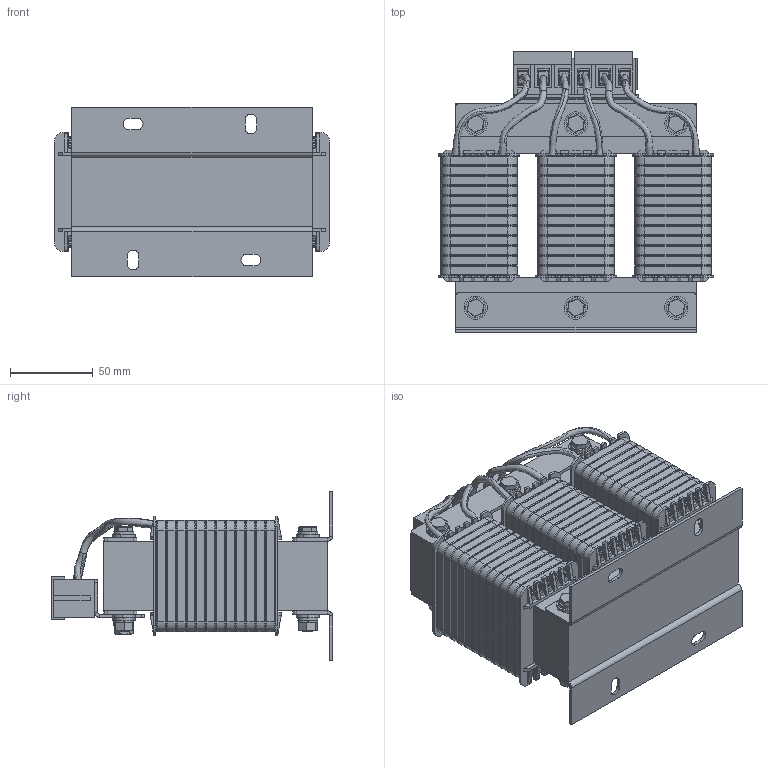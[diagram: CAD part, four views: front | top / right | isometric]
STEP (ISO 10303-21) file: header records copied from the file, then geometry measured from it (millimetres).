
FILE_DESCRIPTION (( 'STEP AP214' ), '1' );
FILE_NAME ('3D ìîäåëü ÐÌÒ-040-À.STEP', '2021-02-10T11:45:53', ( '' ), ( '' ), 'SwSTEP 2.0', 'SolidWorks 2015', '' );
FILE_SCHEMA (( 'AUTOMOTIVE_DESIGN' ));
Length unit declared in the file: millimetre
Products named in the file (28): Êàòóøêà â ñáîðå_00; Èçîëÿòîð_00; Ãàéêà Ì6 DIN 934_ƒ ©ª  Œ6 DIN 934; 3D ìîäåëü ÐÌÒ-040-À; 砑僔蠂縺_00; Çåðêàëüíî îòðàçèòüÄåòàëü3^3D ìîäåëü ÐÌÒ-040-À_00; Äåòàëü13^3D ìîäåëü ÐÌÒ-040-À_00; Êëåììà_3õ12,5_00; Êðîíøòåéí óãëîâîé_00; Äåòàëü3^3D ìîäåëü ÐÌÒ-040-À_00; Êðîíøòåéí äëÿ êëåììû_00; Äåòàëü15^3D ìîäåëü ÐÌÒ-040-À_00; Äåòàëü11^3D ìîäåëü ÐÌÒ-040-À_00; Äåòàëü1^3D ìîäåëü ÐÌÒ-040-À_00; ﾘ琺矜 6 DIN 125_丐ｩ｡ 6 DIN 125; Âèíò Ì5õ50_00; Çåðêàëüíî îòðàçèòüÄåòàëü5^3D ìîäåëü ÐÌÒ-040-À_00; Øàéáà ïðóæèííàÿ 6 DIN 127_˜ ©¡  ¯àã¦¨­­ ï 6 DIN 127; Äåòàëü8^3D ìîäåëü ÐÌÒ-040-À_00; Øàéáà ïëàñòèêîâàÿ_00; 署赅 觌屐禧_00; Äåòàëü6^3D ìîäåëü ÐÌÒ-040-À_00; 忺覷齆趌00; Çåðêàëüíî îòðàçèòüÄåòàëü1^3D ìîäåëü ÐÌÒ-040-À_00; 栫謱毿膻獥00; Äåòàëü14^3D ìîäåëü ÐÌÒ-040-À_00; Äåòàëü5^3D ìîäåëü ÐÌÒ-040-À_00
Assembly tree (70 placements, depth 3):
  3D ìîäåëü ÐÌÒ-040-À
    栫謱毿膻獥00
    Êàòóøêà â ñáîðå_00  x3
      忺覷齆趌00
      Èçîëÿòîð_00
    Êðîíøòåéí óãëîâîé_00  x2
    砑僔蠂縺_00  x2
    Øàéáà ïëàñòèêîâàÿ_00  x12
    Êðîíøòåéí äëÿ êëåììû_00
    ﾘ琺矜 6 DIN 125_丐ｩ｡ 6 DIN 125  x12
    Øàéáà ïðóæèííàÿ 6 DIN 127_˜ ©¡  ¯àã¦¨­­ ï 6 DIN 127  x6
    Ãàéêà Ì6 DIN 934_ƒ ©ª  Œ6 DIN 934  x6
    Êëåììà_3õ12,5_00  x2
      Êëåììà_3õ12,5_00
      署赅 觌屐禧_00
    Äåòàëü1^3D ìîäåëü ÐÌÒ-040-À_00
    Äåòàëü3^3D ìîäåëü ÐÌÒ-040-À_00
    Äåòàëü5^3D ìîäåëü ÐÌÒ-040-À_00
    Âèíò Ì5õ50_00  x6
    Çåðêàëüíî îòðàçèòüÄåòàëü3^3D ìîäåëü ÐÌÒ-040-À_00
    Çåðêàëüíî îòðàçèòüÄåòàëü1^3D ìîäåëü ÐÌÒ-040-À_00
    Äåòàëü6^3D ìîäåëü ÐÌÒ-040-À_00
    Äåòàëü8^3D ìîäåëü ÐÌÒ-040-À_00
    Çåðêàëüíî îòðàçèòüÄåòàëü5^3D ìîäåëü ÐÌÒ-040-À_00
    Äåòàëü11^3D ìîäåëü ÐÌÒ-040-À_00
    Äåòàëü13^3D ìîäåëü ÐÌÒ-040-À_00
    Äåòàëü14^3D ìîäåëü ÐÌÒ-040-À_00
    Äåòàëü15^3D ìîäåëü ÐÌÒ-040-À_00
Bounding box: 166 x 169.6 x 102 mm (x, y, z)
Volume: 1149614.8 mm3; surface area: 340519.4 mm2
Topology: 121 solids, 121 shells, 4249 faces, 10196 edges, 6260 vertices
Faces by surface type: plane 1899, cylinder 1712, torus 492, cone 120, bspline 26
Entity records: 51240 total; most frequent: CARTESIAN_POINT 10734, DIRECTION 7123, ORIENTED_EDGE 6562, EDGE_CURVE 3281, AXIS2_PLACEMENT_3D 2567, VERTEX_POINT 2018, LINE 1989, VECTOR 1989
